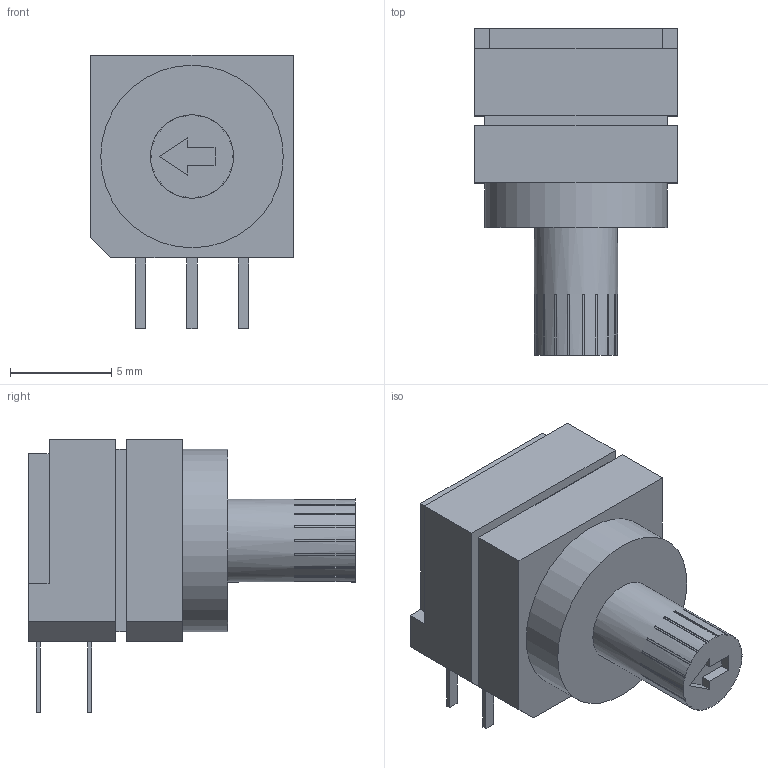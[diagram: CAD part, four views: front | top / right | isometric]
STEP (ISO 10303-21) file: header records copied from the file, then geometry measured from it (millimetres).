
FILE_DESCRIPTION(/* description */ (''),/* implementation_level */ '2;1');
FILE_NAME(/* name */ 'TSR-04H1.step',/* time_stamp */ '2023-12-26T17:33:04+08:00',/* author */ (''),/* organization */ (''),/* preprocessor_version */ 'ST-DEVELOPER v20',/* originating_system */ 'Autodesk Translation Framework v12.14.0.127',/* authorisation */ '');
FILE_SCHEMA (('AUTOMOTIVE_DESIGN { 1 0 10303 214 3 1 1 }'));
Length unit declared in the file: millimetre
Products named in the file (1): (Unsaved)
Bounding box: 10 x 16.1 x 13.5 mm (x, y, z)
Volume: 954 mm3; surface area: 716.1 mm2
Topology: 1 solids, 1 shells, 362 faces, 992 edges, 660 vertices
Faces by surface type: plane 262, bspline 98, cylinder 2
Full cylindrical faces by diameter (mm): 4.1 x1, 9 x1
Entity records: 12067 total; most frequent: CARTESIAN_POINT 3057, ORIENTED_EDGE 1984, DIRECTION 1534, EDGE_CURVE 992, LINE 756, VECTOR 756, VERTEX_POINT 660, EDGE_LOOP 390
